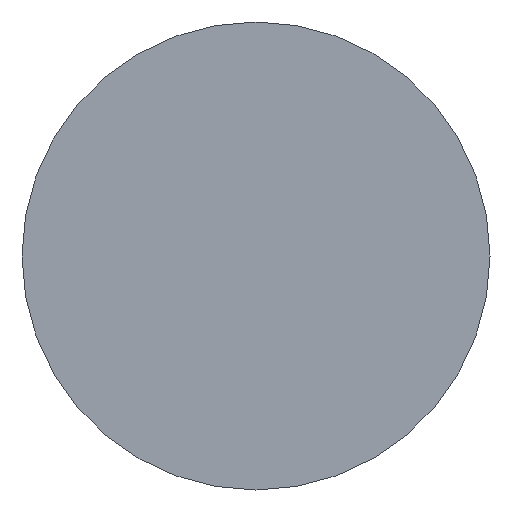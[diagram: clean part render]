
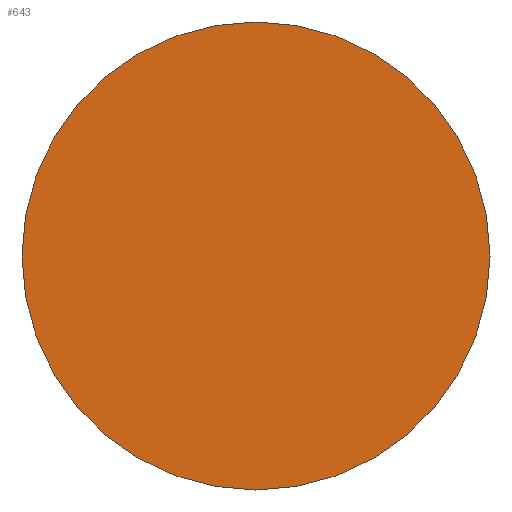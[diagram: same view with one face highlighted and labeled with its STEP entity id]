
A CAD part, front view. The second image highlights one B-rep face of the part: STEP entity #643.
In plain terms, the highlighted planar face has unit normal (0, -1, 0).
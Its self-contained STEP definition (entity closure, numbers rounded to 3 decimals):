
#170=PLANE('',#723);
#200=FACE_OUTER_BOUND('',#240,.T.);
#240=EDGE_LOOP('',(#553));
#263=CIRCLE('',#685,28.);
#308=VERTEX_POINT('',#977);
#370=EDGE_CURVE('',#308,#308,#263,.T.);
#553=ORIENTED_EDGE('',*,*,#370,.T.);
#643=ADVANCED_FACE('',(#200),#170,.F.);
#685=AXIS2_PLACEMENT_3D('',#978,#775,#776);
#723=AXIS2_PLACEMENT_3D('',#1083,#884,#885);
#775=DIRECTION('center_axis',(0.,-1.,0.));
#776=DIRECTION('ref_axis',(-1.,0.,0.));
#884=DIRECTION('center_axis',(0.,1.,0.));
#885=DIRECTION('ref_axis',(0.,0.,1.));
#977=CARTESIAN_POINT('',(28.,-5.,2.5));
#978=CARTESIAN_POINT('Origin',(0.,-5.,2.5));
#1083=CARTESIAN_POINT('Origin',(0.,-5.,2.5));
